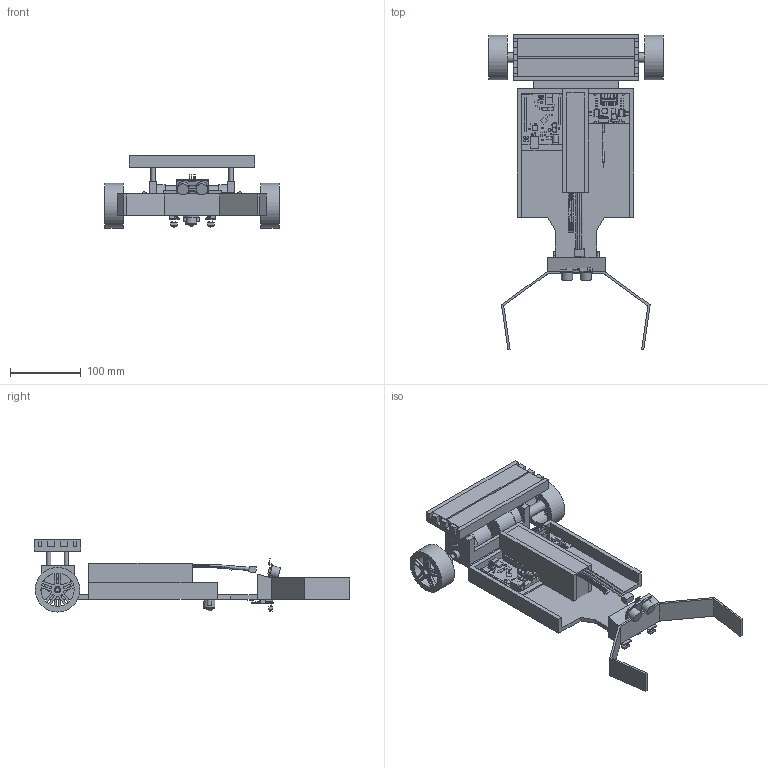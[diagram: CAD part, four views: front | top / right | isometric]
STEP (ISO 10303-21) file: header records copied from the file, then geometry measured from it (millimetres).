
FILE_DESCRIPTION(/* description */ (''),/* implementation_level */ '2;1');
FILE_NAME(/* name */ 'updatedsmartfarmingvehicle_assembly-step v1.step',/* time_stamp */ '2022-05-03T10:45:52+02:00',/* author */ (''),/* organization */ (''),/* preprocessor_version */ 'ST-DEVELOPER v18.1',/* originating_system */ 'Autodesk Translation Framework v10.14.0.1471',/* authorisation */ '');
FILE_SCHEMA (('AUTOMOTIVE_DESIGN { 1 0 10303 214 3 1 1 }'));
Length unit declared in the file: millimetre
Products named in the file (23): updatedrobotrobot_assembly-step; robotplatform; robotAssembly_2; robotC1; robotAssembly_3; robotC2; robotAssembly_5; robotB2; robotAssembly_7; robotDocument_1; robotAssembly_8; robotB1; robotAssembly_1; robotA1; motorshield; robotAssembly_4; robotDocument; robotAssembly; robotC3; picker; robotAssembly_8_MIR; robotB1_MIR; color
Assembly tree (24 placements, depth 3):
  updatedrobotrobot_assembly-step
    robotplatform
    robotAssembly_2  x2
      robotC1
    robotAssembly_3  x2
      robotC2
    robotAssembly_5
      robotB2
    robotAssembly_7
      robotDocument_1
    robotAssembly_8
      robotB1
    robotAssembly_1
      robotA1
    motorshield
    robotAssembly_4
      robotDocument
    robotAssembly
      robotC3
    picker
    robotAssembly_8_MIR
      robotB1_MIR
    color
Bounding box: 245.8 x 445.21 x 101.67 mm (x, y, z)
Volume: 1110980.7 mm3; surface area: 353592.2 mm2
Topology: 15 solids, 15 shells, 1389 faces, 3438 edges, 2232 vertices
Faces by surface type: plane 1235, cylinder 124, bspline 28, torus 1, sphere 1
Full cylindrical faces by diameter (mm): 1 x1, 1.5 x4, 3 x9, 3.1 x6, 5.9 x2, 6 x6, 6.2 x1, 6.3 x2, 8 x2, 9 x2, 12 x2, 14 x2, 15.9 x2, 16 x1, 18 x1, 20 x1, 34.65 x2, 37.1 x4, 47 x2, 63 x2
Entity records: 42047 total; most frequent: CARTESIAN_POINT 9456, ORIENTED_EDGE 6550, DIRECTION 6248, EDGE_CURVE 3275, LINE 2956, VECTOR 2956, VERTEX_POINT 2124, AXIS2_PLACEMENT_3D 1646
